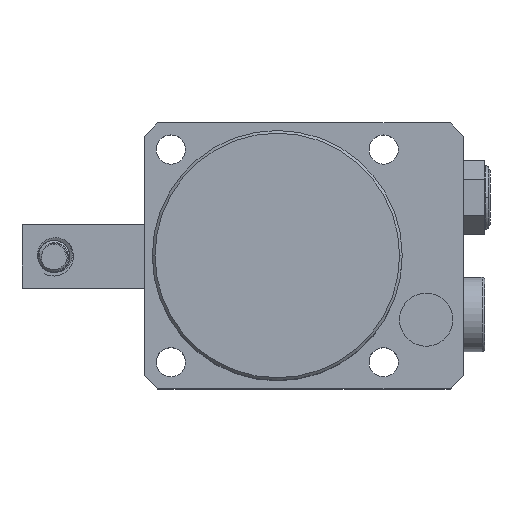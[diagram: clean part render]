
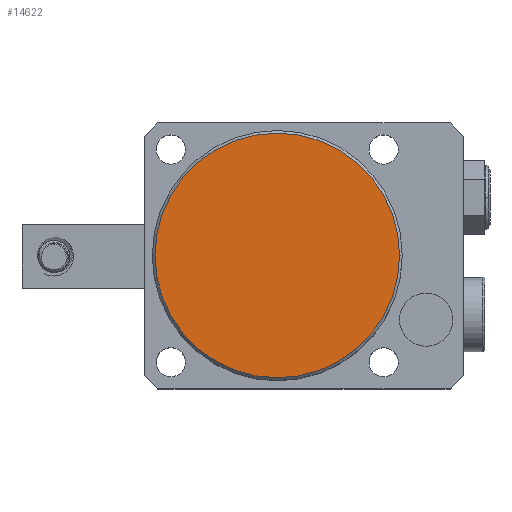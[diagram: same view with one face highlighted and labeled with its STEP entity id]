
A CAD part, top view. The second image highlights one B-rep face of the part: STEP entity #14622.
In plain terms, the highlighted planar face has unit normal (0, 0, 1).
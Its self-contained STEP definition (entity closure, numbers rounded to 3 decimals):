
#151 = AXIS2_PLACEMENT_3D ( 'NONE', #11513, #4292, #12733 ) ;
#1697 = CARTESIAN_POINT ( 'NONE',  ( 0., 0., 58.75 ) ) ;
#3029 = FACE_OUTER_BOUND ( 'NONE', #10622, .T. ) ;
#3477 = VERTEX_POINT ( 'NONE', #14123 ) ;
#4292 = DIRECTION ( 'NONE',  ( 0., 0., 1. ) ) ;
#5339 = PLANE ( 'NONE',  #14243 ) ;
#5392 = CARTESIAN_POINT ( 'NONE',  ( 0., 0., 58.75 ) ) ;
#6216 = CIRCLE ( 'NONE', #11798, 23. ) ;
#6554 = DIRECTION ( 'NONE',  ( 1., 0., 0. ) ) ;
#6604 = DIRECTION ( 'NONE',  ( 1., 0., 0. ) ) ;
#9816 = CARTESIAN_POINT ( 'NONE',  ( -23., 0., 58.75 ) ) ;
#10622 = EDGE_LOOP ( 'NONE', ( #11348, #10678 ) ) ;
#10678 = ORIENTED_EDGE ( 'NONE', *, *, #14757, .T. ) ;
#11348 = ORIENTED_EDGE ( 'NONE', *, *, #14662, .T. ) ;
#11513 = CARTESIAN_POINT ( 'NONE',  ( 0., 0., 58.75 ) ) ;
#11798 = AXIS2_PLACEMENT_3D ( 'NONE', #5392, #13847, #6604 ) ;
#12287 = CIRCLE ( 'NONE', #151, 23. ) ;
#12554 = VERTEX_POINT ( 'NONE', #9816 ) ;
#12733 = DIRECTION ( 'NONE',  ( 1., 0., 0. ) ) ;
#13786 = DIRECTION ( 'NONE',  ( 0., 0., 1. ) ) ;
#13847 = DIRECTION ( 'NONE',  ( 0., 0., 1. ) ) ;
#14123 = CARTESIAN_POINT ( 'NONE',  ( 23., 0., 58.75 ) ) ;
#14243 = AXIS2_PLACEMENT_3D ( 'NONE', #1697, #13786, #6554 ) ;
#14622 = ADVANCED_FACE ( 'NONE', ( #3029 ), #5339, .T. ) ;
#14662 = EDGE_CURVE ( 'NONE', #12554, #3477, #6216, .T. ) ;
#14757 = EDGE_CURVE ( 'NONE', #3477, #12554, #12287, .T. ) ;
